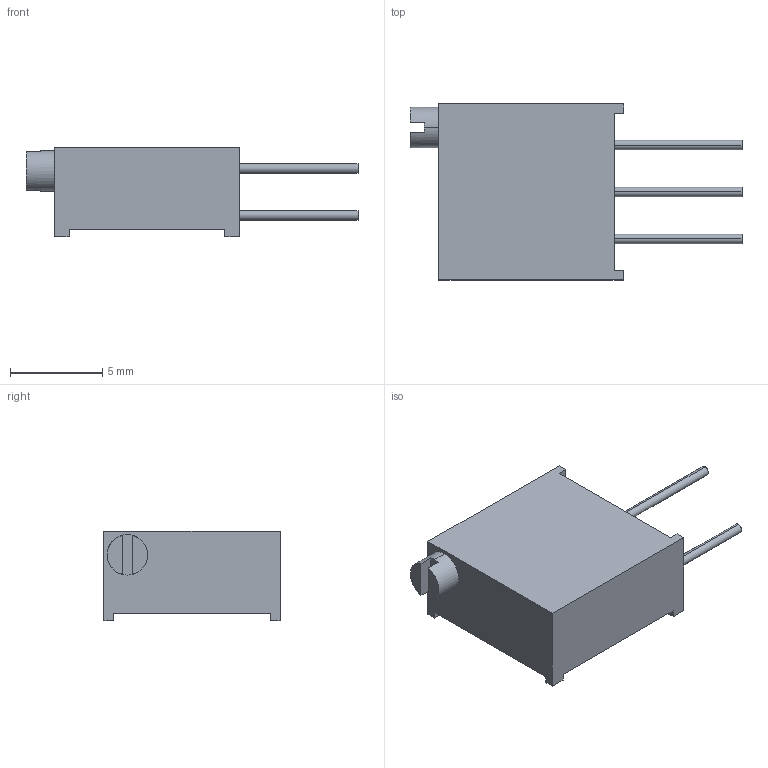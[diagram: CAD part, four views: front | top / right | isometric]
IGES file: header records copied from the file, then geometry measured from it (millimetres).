
Start section:  PTC IGES file: 3296Y.igs
Global section: file name: 3296Y.igs; native system: Creo Parametric by Parametric Technology Corporation; preprocessor: 2012230; author: MaxM; organization: Unknown; date: 20130802.103634; units: inch
Bounding box: 17.96 x 9.53 x 4.83 mm (x, y, z)
Surface area: 410.8 mm2 (no closed solid volume)
Topology: 0 solids, 0 shells, 36 faces, 180 edges, 180 vertices
Faces by surface type: bspline 28, revolution 8
